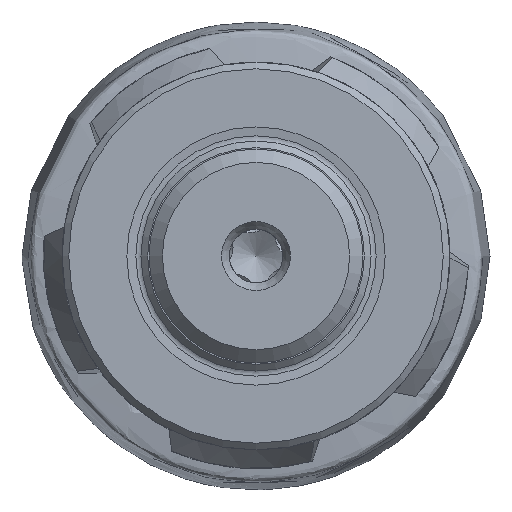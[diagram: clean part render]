
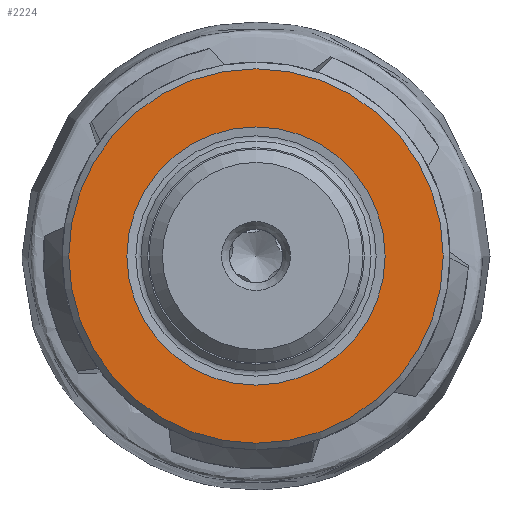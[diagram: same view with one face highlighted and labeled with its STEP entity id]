
A CAD part, left-side view. The second image highlights one B-rep face of the part: STEP entity #2224.
In plain terms, the highlighted planar face has unit normal (-1, 0, 0).
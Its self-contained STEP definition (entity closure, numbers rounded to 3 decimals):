
#534 = EDGE_CURVE ( 'NONE', #6346, #6346, #1727, .T. ) ;
#756 = CARTESIAN_POINT ( 'NONE',  ( 24., 0., 14. ) ) ;
#896 = ORIENTED_EDGE ( 'NONE', *, *, #534, .F. ) ;
#1096 = DIRECTION ( 'NONE',  ( 1., 0., 0. ) ) ;
#1576 = CARTESIAN_POINT ( 'NONE',  ( 24., 0., 0. ) ) ;
#1616 = EDGE_CURVE ( 'NONE', #2024, #2024, #7153, .T. ) ;
#1629 = DIRECTION ( 'NONE',  ( -1., 0., 0. ) ) ;
#1727 = CIRCLE ( 'NONE', #3955, 9.653 ) ;
#2024 = VERTEX_POINT ( 'NONE', #756 ) ;
#2122 = DIRECTION ( 'NONE',  ( 0., 0., 1. ) ) ;
#2224 = ADVANCED_FACE ( 'NONE', ( #3971, #5427 ), #4350, .F. ) ;
#2579 = EDGE_LOOP ( 'NONE', ( #896 ) ) ;
#2846 = ORIENTED_EDGE ( 'NONE', *, *, #1616, .T. ) ;
#3120 = EDGE_LOOP ( 'NONE', ( #2846 ) ) ;
#3955 = AXIS2_PLACEMENT_3D ( 'NONE', #1576, #5345, #2122 ) ;
#3971 = FACE_BOUND ( 'NONE', #2579, .T. ) ;
#4350 = PLANE ( 'NONE',  #6212 ) ;
#4865 = CARTESIAN_POINT ( 'NONE',  ( 24., 0., 0. ) ) ;
#4897 = DIRECTION ( 'NONE',  ( 0., 0., -1. ) ) ;
#5106 = CARTESIAN_POINT ( 'NONE',  ( 24., 0., 9.653 ) ) ;
#5345 = DIRECTION ( 'NONE',  ( -1., 0., 0. ) ) ;
#5398 = DIRECTION ( 'NONE',  ( 0., 0., 1. ) ) ;
#5427 = FACE_OUTER_BOUND ( 'NONE', #3120, .T. ) ;
#5761 = AXIS2_PLACEMENT_3D ( 'NONE', #4865, #1629, #5398 ) ;
#6212 = AXIS2_PLACEMENT_3D ( 'NONE', #7051, #1096, #4897 ) ;
#6346 = VERTEX_POINT ( 'NONE', #5106 ) ;
#7051 = CARTESIAN_POINT ( 'NONE',  ( 24., 9.653, 0. ) ) ;
#7153 = CIRCLE ( 'NONE', #5761, 14. ) ;
